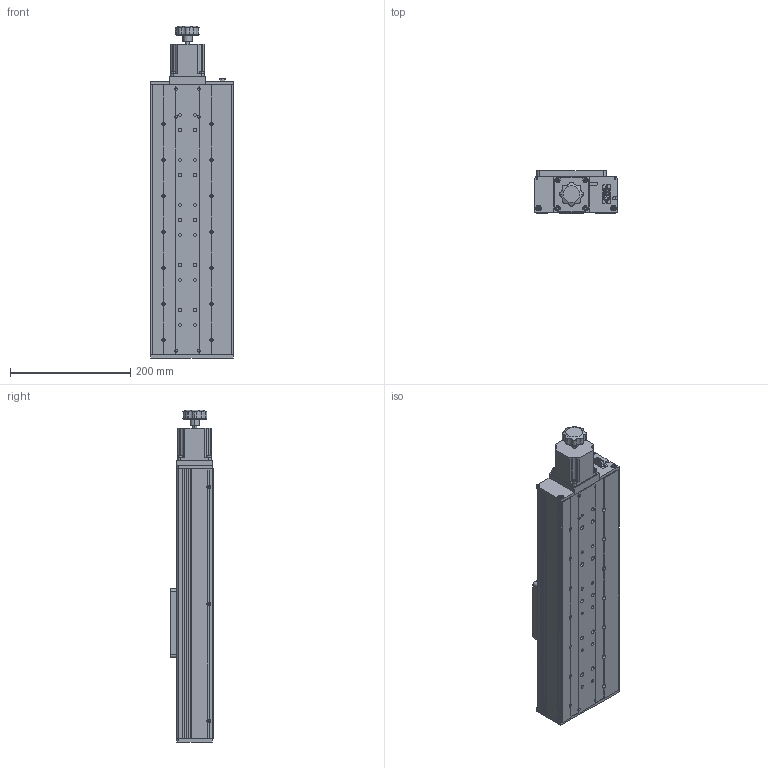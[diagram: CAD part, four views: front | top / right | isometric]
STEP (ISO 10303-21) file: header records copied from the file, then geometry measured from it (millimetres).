
FILE_DESCRIPTION (( 'STEP AP214' ), '1' );
FILE_NAME ('08HMT-250M.STEP', '2018-09-27T09:17:07', ( '' ), ( '' ), 'SwSTEP 2.0', 'SolidWorks 2016', '' );
FILE_SCHEMA (( 'AUTOMOTIVE_DESIGN' ));
Length unit declared in the file: millimetre
Products named in the file (1): 08HMT-250M
Bounding box: 137 x 71 x 553.3 mm (x, y, z)
Surface area: 388446.3 mm2 (no closed solid volume)
Topology: 0 solids, 45 shells, 807 faces, 2756 edges, 1976 vertices
Faces by surface type: plane 371, cylinder 323, cone 75, torus 30, sphere 8
Entity records: 39716 total; most frequent: CARTESIAN_POINT 6302, DIRECTION 5368, ORIENTED_EDGE 4506, EDGE_CURVE 2756, VERTEX_POINT 1976, AXIS2_PLACEMENT_3D 1892, LINE 1584, VECTOR 1584
